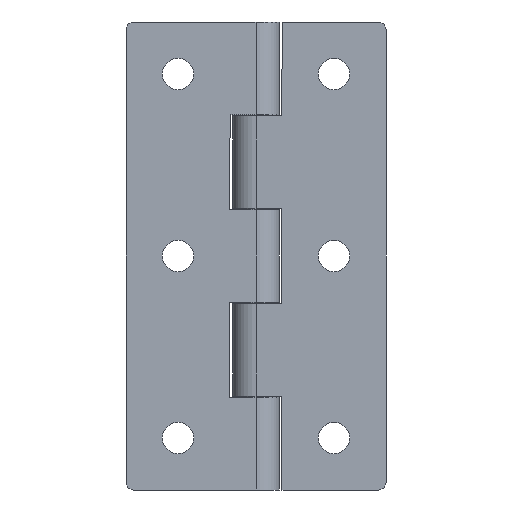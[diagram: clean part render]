
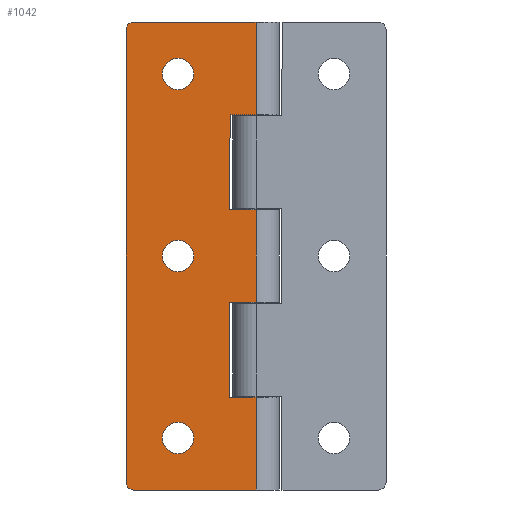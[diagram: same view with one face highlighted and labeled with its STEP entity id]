
A CAD part, front view. The second image highlights one B-rep face of the part: STEP entity #1042.
In plain terms, the highlighted planar face has unit normal (0, -1, 0).
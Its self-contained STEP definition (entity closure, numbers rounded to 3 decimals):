
#58=FACE_BOUND('',#217,.T.);
#59=FACE_BOUND('',#218,.T.);
#60=FACE_BOUND('',#219,.T.);
#90=PLANE('',#1136);
#137=FACE_OUTER_BOUND('',#216,.T.);
#216=EDGE_LOOP('',(#825,#826,#827,#828,#829,#830,#831,#832,#833,#834,#835,
#836,#837,#838));
#217=EDGE_LOOP('',(#839));
#218=EDGE_LOOP('',(#840));
#219=EDGE_LOOP('',(#841));
#293=LINE('',#1633,#365);
#297=LINE('',#1661,#369);
#299=LINE('',#1665,#371);
#300=LINE('',#1672,#372);
#302=LINE('',#1679,#374);
#304=LINE('',#1683,#376);
#305=LINE('',#1690,#377);
#306=LINE('',#1695,#378);
#307=LINE('',#1698,#379);
#308=LINE('',#1707,#380);
#309=LINE('',#1710,#381);
#310=LINE('',#1711,#382);
#365=VECTOR('',#1262,87.);
#369=VECTOR('',#1296,18.3);
#371=VECTOR('',#1300,5.);
#372=VECTOR('',#1309,5.);
#374=VECTOR('',#1315,18.3);
#376=VECTOR('',#1319,5.);
#377=VECTOR('',#1328,5.);
#378=VECTOR('',#1333,17.8);
#379=VECTOR('',#1338,17.8);
#380=VECTOR('',#1351,23.5);
#381=VECTOR('',#1354,17.8);
#382=VECTOR('',#1355,23.5);
#431=CIRCLE('',#1097,1.5);
#432=CIRCLE('',#1100,1.5);
#434=CIRCLE('',#1104,3.);
#436=CIRCLE('',#1108,3.);
#438=CIRCLE('',#1112,3.);
#505=VERTEX_POINT('',#1626);
#506=VERTEX_POINT('',#1628);
#507=VERTEX_POINT('',#1632);
#508=VERTEX_POINT('',#1636);
#510=VERTEX_POINT('',#1643);
#512=VERTEX_POINT('',#1649);
#514=VERTEX_POINT('',#1655);
#515=VERTEX_POINT('',#1658);
#516=VERTEX_POINT('',#1660);
#517=VERTEX_POINT('',#1664);
#519=VERTEX_POINT('',#1670);
#521=VERTEX_POINT('',#1676);
#522=VERTEX_POINT('',#1678);
#523=VERTEX_POINT('',#1682);
#525=VERTEX_POINT('',#1688);
#527=VERTEX_POINT('',#1694);
#530=VERTEX_POINT('',#1709);
#609=EDGE_CURVE('',#505,#506,#431,.T.);
#611=EDGE_CURVE('',#507,#506,#293,.T.);
#613=EDGE_CURVE('',#507,#508,#432,.T.);
#616=EDGE_CURVE('',#510,#510,#434,.T.);
#618=EDGE_CURVE('',#512,#512,#436,.T.);
#620=EDGE_CURVE('',#514,#514,#438,.T.);
#622=EDGE_CURVE('',#516,#515,#297,.T.);
#624=EDGE_CURVE('',#517,#516,#299,.T.);
#628=EDGE_CURVE('',#515,#519,#300,.T.);
#631=EDGE_CURVE('',#522,#521,#302,.T.);
#633=EDGE_CURVE('',#523,#522,#304,.T.);
#637=EDGE_CURVE('',#521,#525,#305,.T.);
#639=EDGE_CURVE('',#523,#527,#306,.T.);
#641=EDGE_CURVE('',#517,#525,#307,.T.);
#644=EDGE_CURVE('',#527,#505,#308,.T.);
#645=EDGE_CURVE('',#530,#519,#309,.T.);
#646=EDGE_CURVE('',#508,#530,#310,.T.);
#825=ORIENTED_EDGE('',*,*,#609,.F.);
#826=ORIENTED_EDGE('',*,*,#644,.F.);
#827=ORIENTED_EDGE('',*,*,#639,.F.);
#828=ORIENTED_EDGE('',*,*,#633,.T.);
#829=ORIENTED_EDGE('',*,*,#631,.T.);
#830=ORIENTED_EDGE('',*,*,#637,.T.);
#831=ORIENTED_EDGE('',*,*,#641,.F.);
#832=ORIENTED_EDGE('',*,*,#624,.T.);
#833=ORIENTED_EDGE('',*,*,#622,.T.);
#834=ORIENTED_EDGE('',*,*,#628,.T.);
#835=ORIENTED_EDGE('',*,*,#645,.F.);
#836=ORIENTED_EDGE('',*,*,#646,.F.);
#837=ORIENTED_EDGE('',*,*,#613,.F.);
#838=ORIENTED_EDGE('',*,*,#611,.T.);
#839=ORIENTED_EDGE('',*,*,#616,.T.);
#840=ORIENTED_EDGE('',*,*,#618,.T.);
#841=ORIENTED_EDGE('',*,*,#620,.T.);
#1042=ADVANCED_FACE('',(#137,#58,#59,#60),#90,.T.);
#1097=AXIS2_PLACEMENT_3D('',#1629,#1257,#1258);
#1100=AXIS2_PLACEMENT_3D('',#1637,#1266,#1267);
#1104=AXIS2_PLACEMENT_3D('',#1644,#1275,#1276);
#1108=AXIS2_PLACEMENT_3D('',#1650,#1283,#1284);
#1112=AXIS2_PLACEMENT_3D('',#1656,#1291,#1292);
#1136=AXIS2_PLACEMENT_3D('',#1708,#1352,#1353);
#1257=DIRECTION('center_axis',(0.,1.,0.));
#1258=DIRECTION('ref_axis',(-0.707,0.,-0.707));
#1262=DIRECTION('',(0.,0.,-1.));
#1266=DIRECTION('center_axis',(0.,1.,0.));
#1267=DIRECTION('ref_axis',(-0.707,0.,0.707));
#1275=DIRECTION('center_axis',(0.,1.,0.));
#1276=DIRECTION('ref_axis',(1.,0.,0.));
#1283=DIRECTION('center_axis',(0.,1.,0.));
#1284=DIRECTION('ref_axis',(1.,0.,0.));
#1291=DIRECTION('center_axis',(0.,1.,0.));
#1292=DIRECTION('ref_axis',(1.,0.,0.));
#1296=DIRECTION('',(0.,0.,1.));
#1300=DIRECTION('',(-1.,0.,0.));
#1309=DIRECTION('',(1.,0.,0.));
#1315=DIRECTION('',(0.,0.,1.));
#1319=DIRECTION('',(-1.,0.,0.));
#1328=DIRECTION('',(1.,0.,0.));
#1333=DIRECTION('',(0.,0.,-1.));
#1338=DIRECTION('',(0.,0.,-1.));
#1351=DIRECTION('',(-1.,0.,0.));
#1352=DIRECTION('center_axis',(0.,-1.,0.));
#1353=DIRECTION('ref_axis',(1.,0.,0.));
#1354=DIRECTION('',(0.,0.,-1.));
#1355=DIRECTION('',(1.,0.,0.));
#1626=CARTESIAN_POINT('',(-23.5,0.,-45.));
#1628=CARTESIAN_POINT('',(-25.,0.,-43.5));
#1629=CARTESIAN_POINT('Origin',(-23.5,0.,-43.5));
#1632=CARTESIAN_POINT('',(-25.,0.,43.5));
#1633=CARTESIAN_POINT('',(-25.,0.,0.));
#1636=CARTESIAN_POINT('',(-23.5,0.,45.));
#1637=CARTESIAN_POINT('Origin',(-23.5,0.,43.5));
#1643=CARTESIAN_POINT('',(-18.,0.,0.));
#1644=CARTESIAN_POINT('Origin',(-15.,0.,0.));
#1649=CARTESIAN_POINT('',(-18.,0.,-35.));
#1650=CARTESIAN_POINT('Origin',(-15.,0.,-35.));
#1655=CARTESIAN_POINT('',(-18.,0.,35.));
#1656=CARTESIAN_POINT('Origin',(-15.,0.,35.));
#1658=CARTESIAN_POINT('',(-5.,0.,27.2));
#1660=CARTESIAN_POINT('',(-5.,0.,8.9));
#1661=CARTESIAN_POINT('',(-5.,0.,4.45));
#1664=CARTESIAN_POINT('',(0.,0.,8.9));
#1665=CARTESIAN_POINT('',(-10.25,0.,8.9));
#1670=CARTESIAN_POINT('',(0.,0.,27.2));
#1672=CARTESIAN_POINT('',(-15.,0.,27.2));
#1676=CARTESIAN_POINT('',(-5.,0.,-8.9));
#1678=CARTESIAN_POINT('',(-5.,0.,-27.2));
#1679=CARTESIAN_POINT('',(-5.,0.,-13.6));
#1682=CARTESIAN_POINT('',(0.,0.,-27.2));
#1683=CARTESIAN_POINT('',(-10.25,0.,-27.2));
#1688=CARTESIAN_POINT('',(0.,0.,-8.9));
#1690=CARTESIAN_POINT('',(-15.,0.,-8.9));
#1694=CARTESIAN_POINT('',(0.,0.,-45.));
#1695=CARTESIAN_POINT('',(0.,0.,0.));
#1698=CARTESIAN_POINT('',(0.,0.,0.));
#1707=CARTESIAN_POINT('',(0.,0.,-45.));
#1708=CARTESIAN_POINT('Origin',(-25.,0.,0.));
#1709=CARTESIAN_POINT('',(0.,0.,45.));
#1710=CARTESIAN_POINT('',(0.,0.,0.));
#1711=CARTESIAN_POINT('',(0.,0.,45.));
